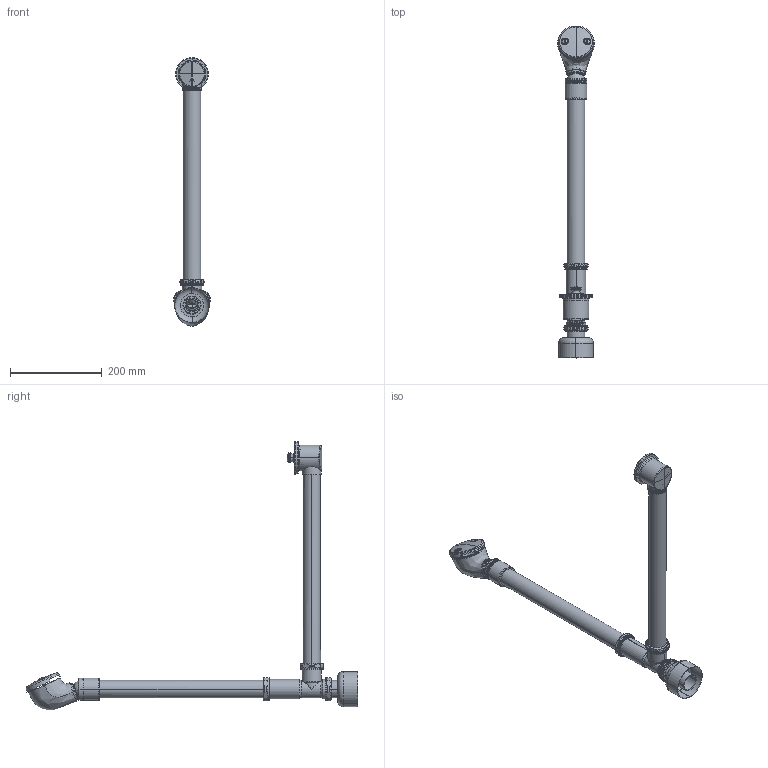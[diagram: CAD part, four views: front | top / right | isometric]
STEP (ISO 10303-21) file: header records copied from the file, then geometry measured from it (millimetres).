
FILE_DESCRIPTION((''),'2;1');
FILE_NAME('111-2961_ASM','2021-10-25T11:16:42',('rsmith'),(''),'CREO PARAMETRIC BY PTC INC, 2018400','CREO PARAMETRIC BY PTC INC, 2018400','');
FILE_SCHEMA(('AUTOMOTIVE_DESIGN { 1 0 10303 214 1 1 1 1 }'));
Length unit declared in the file: inch
Products named in the file (28): 50241; 50242; 50244; 50238; 91170; 50268; 50269; 50270; 50625; 92130; 91159; 270_ASM; 91169; 50243; 51058; 51060; 51059; 91784; 51061; 50263; 92065; 266_ASM; 91631; 91256; 91227; 91547; 50839; 111-2961_ASM
Assembly tree (32 placements, depth 3):
  111-2961_ASM
    50241
    50242
    50244  x2
    50238
    91170
    270_ASM
      50268
      50269
      50270
      50625
      92130
      91159
    91169  x2
    50243  x3
    51058
    51060
    51059
    91784
    51061
    266_ASM
      50263
      92065  x2
    91631
    91256
    91227
    91547
    50839
Bounding box: 80.77 x 723.28 x 585.2 mm (x, y, z)
Volume: 402948 mm3; surface area: 476318 mm2
Topology: 30 solids, 30 shells, 1679 faces, 4427 edges, 2838 vertices
Faces by surface type: cylinder 739, plane 376, bspline 293, cone 110, torus 88, extrusion 57, sphere 16
Entity records: 112706 total; most frequent: CARTESIAN_POINT 68260, ORIENTED_EDGE 7650, DIRECTION 5882, EDGE_CURVE 3825, PRESENTATION_STYLE_ASSIGNMENT 3086, STYLED_ITEM 3078, CURVE_STYLE 3054, VERTEX_POINT 2463
